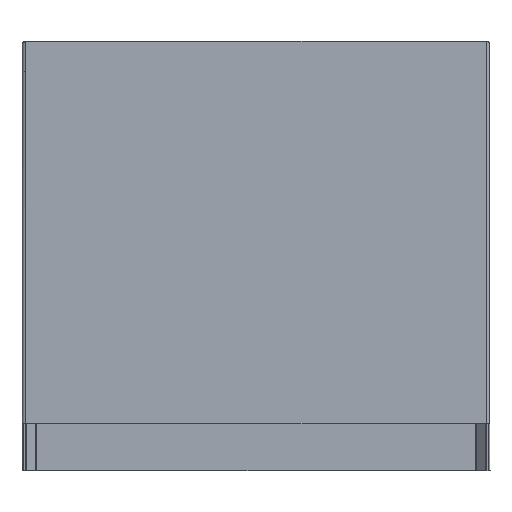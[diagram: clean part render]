
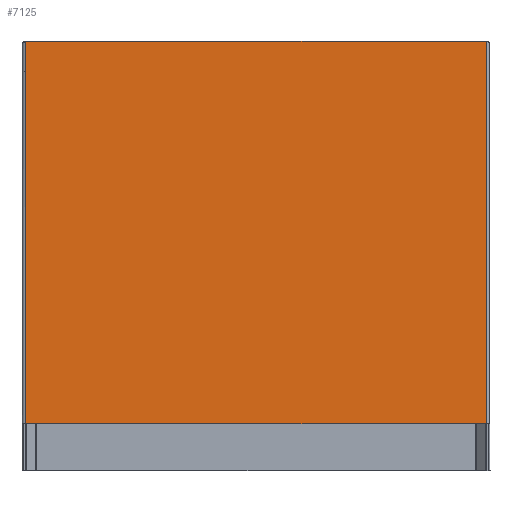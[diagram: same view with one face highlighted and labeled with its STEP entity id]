
A CAD part, top view. The second image highlights one B-rep face of the part: STEP entity #7125.
In plain terms, the highlighted face is planar.
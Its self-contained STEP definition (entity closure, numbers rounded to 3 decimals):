
#138 = AXIS2_PLACEMENT_3D ( 'NONE', #4111, #727, #4690 ) ;
#727 = DIRECTION ( 'NONE',  ( 0., 1., 0. ) ) ;
#767 = CARTESIAN_POINT ( 'NONE',  ( 92.69, -80.568, -163.704 ) ) ;
#1253 = PLANE ( 'NONE',  #138 ) ;
#1314 = EDGE_CURVE ( 'NONE', #4845, #4960, #3444, .T. ) ;
#1938 = DIRECTION ( 'NONE',  ( 1., 0., 0. ) ) ;
#2127 = CARTESIAN_POINT ( 'NONE',  ( 82.69, -80.568, -2000. ) ) ;
#2174 = ORIENTED_EDGE ( 'NONE', *, *, #2842, .T. ) ;
#2206 = VECTOR ( 'NONE', #4737, 1000. ) ;
#2260 = CARTESIAN_POINT ( 'NONE',  ( 82.69, -80.568, -163.704 ) ) ;
#2561 = EDGE_CURVE ( 'NONE', #4845, #4824, #6664, .T. ) ;
#2813 = DIRECTION ( 'NONE',  ( 1., 0., 0. ) ) ;
#2818 = VECTOR ( 'NONE', #1938, 1000. ) ;
#2842 = EDGE_CURVE ( 'NONE', #4747, #4960, #2962, .T. ) ;
#2962 = LINE ( 'NONE', #5868, #2206 ) ;
#3417 = ORIENTED_EDGE ( 'NONE', *, *, #1314, .F. ) ;
#3444 = LINE ( 'NONE', #767, #3465 ) ;
#3465 = VECTOR ( 'NONE', #2813, 1000. ) ;
#3513 = ORIENTED_EDGE ( 'NONE', *, *, #3907, .T. ) ;
#3600 = CARTESIAN_POINT ( 'NONE',  ( 279.593, -80.568, -163.704 ) ) ;
#3888 = CARTESIAN_POINT ( 'NONE',  ( 279.593, -80.568, 0. ) ) ;
#3907 = EDGE_CURVE ( 'NONE', #4824, #4747, #4374, .T. ) ;
#4111 = CARTESIAN_POINT ( 'NONE',  ( 72.69, -80.568, -2000. ) ) ;
#4374 = LINE ( 'NONE', #7081, #2818 ) ;
#4392 = EDGE_LOOP ( 'NONE', ( #3513, #2174, #3417, #4620 ) ) ;
#4620 = ORIENTED_EDGE ( 'NONE', *, *, #2561, .T. ) ;
#4690 = DIRECTION ( 'NONE',  ( 0., 0., 1. ) ) ;
#4737 = DIRECTION ( 'NONE',  ( 0., 0., -1. ) ) ;
#4747 = VERTEX_POINT ( 'NONE', #3888 ) ;
#4824 = VERTEX_POINT ( 'NONE', #5150 ) ;
#4845 = VERTEX_POINT ( 'NONE', #2260 ) ;
#4960 = VERTEX_POINT ( 'NONE', #3600 ) ;
#5150 = CARTESIAN_POINT ( 'NONE',  ( 82.69, -80.568, 0. ) ) ;
#5868 = CARTESIAN_POINT ( 'NONE',  ( 279.593, -80.568, -2000. ) ) ;
#5960 = FACE_OUTER_BOUND ( 'NONE', #4392, .T. ) ;
#6664 = LINE ( 'NONE', #2127, #7204 ) ;
#7081 = CARTESIAN_POINT ( 'NONE',  ( 72.69, -80.568, 0. ) ) ;
#7125 = ADVANCED_FACE ( 'NONE', ( #5960 ), #1253, .T. ) ;
#7204 = VECTOR ( 'NONE', #7310, 1000. ) ;
#7310 = DIRECTION ( 'NONE',  ( 0., 0., 1. ) ) ;
